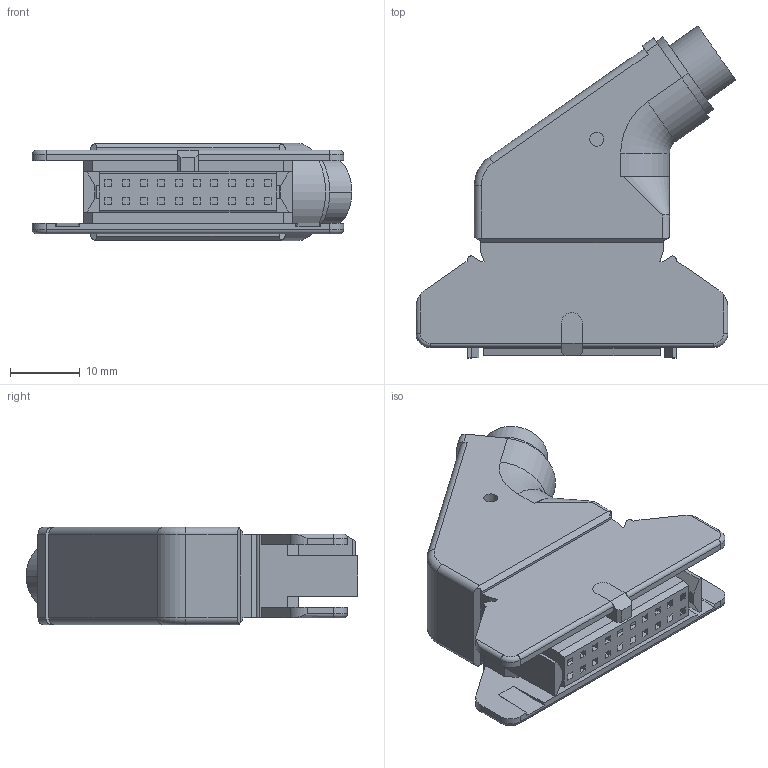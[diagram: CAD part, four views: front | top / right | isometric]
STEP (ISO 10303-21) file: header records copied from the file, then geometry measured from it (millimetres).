
FILE_DESCRIPTION((''),'2;1');
FILE_NAME('PRT0002','2008-10-16T',('Administrateur'),(''),'PRO/ENGINEER BY PARAMETRIC TECHNOLOGY CORPORATION, 2007170','PRO/ENGINEER BY PARAMETRIC TECHNOLOGY CORPORATION, 2007170','');
FILE_SCHEMA(('CONFIG_CONTROL_DESIGN'));
Length unit declared in the file: millimetre
Products named in the file (1): PRT0002
Bounding box: 45.87 x 47.62 x 14 mm (x, y, z)
Surface area: 6015 mm2 (no closed solid volume)
Topology: 0 solids, 4 shells, 180 faces, 586 edges, 407 vertices
Faces by surface type: plane 135, cylinder 36, torus 7, bspline 2
Entity records: 6441 total; most frequent: CARTESIAN_POINT 1273, ORIENTED_EDGE 1025, DIRECTION 1003, EDGE_CURVE 586, VECTOR 493, LINE 493, VERTEX_POINT 407, AXIS2_PLACEMENT_3D 255
